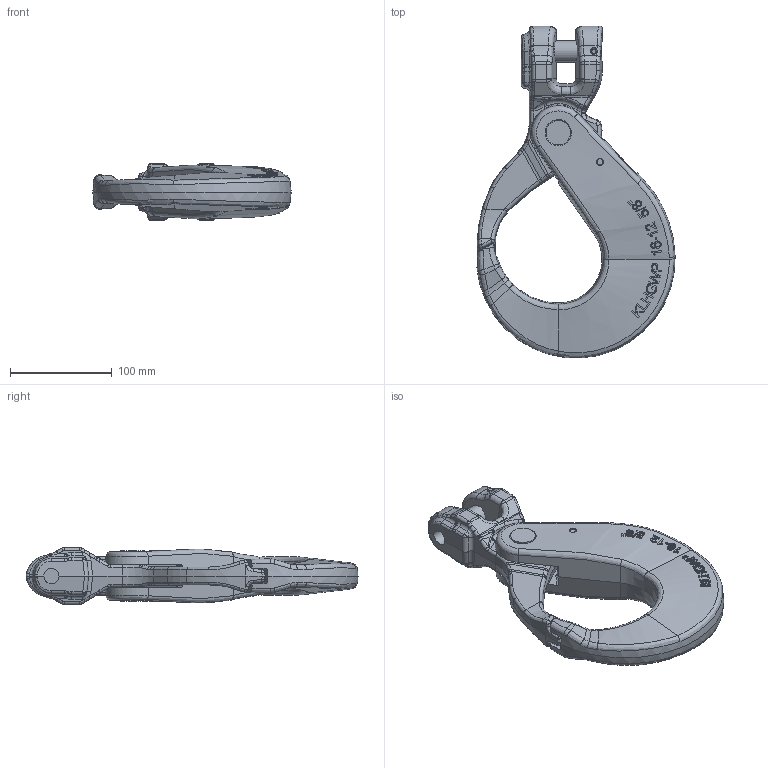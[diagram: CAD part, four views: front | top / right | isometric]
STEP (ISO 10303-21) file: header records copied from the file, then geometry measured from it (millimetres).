
FILE_DESCRIPTION(/* description */ (''),/* implementation_level */ '2;1');
FILE_NAME(/* name */ 'KLHGWP 16 assembly KU.stp',/* time_stamp */ '2022-06-03T16:49:25+02:00',/* author */ (''),/* organization */ (''),/* preprocessor_version */ 'ST-DEVELOPER v16',/* originating_system */ 'SIEMENS PLM Software NX 11.0',/* authorisation */ '');
FILE_SCHEMA (('AUTOMOTIVE_DESIGN { 1 0 10303 214 3 1 1 1 }'));
Products named in the file (1): baf33603309w7b1
Bounding box: 195.06 x 326.65 x 56 mm (x, y, z)
Volume: 1073869.5 mm3; surface area: 141032.6 mm2
Topology: 7 solids, 7 shells, 1114 faces, 2734 edges, 1619 vertices
Faces by surface type: bspline 351, plane 253, cylinder 216, extrusion 146, torus 77, cone 39, sphere 32
Full cylindrical faces by diameter (mm): 4 x1, 4.5 x2, 6 x3, 6.5 x2, 15 x1, 21 x1, 21.3 x2, 24.05 x3, 24.25 x1
Entity records: 49164 total; most frequent: CARTESIAN_POINT 26274, ORIENTED_EDGE 5322, DIRECTION 3764, EDGE_CURVE 2661, VERTEX_POINT 1611, AXIS2_PLACEMENT_3D 1439, B_SPLINE_CURVE_WITH_KNOTS 1244, EDGE_LOOP 1188
